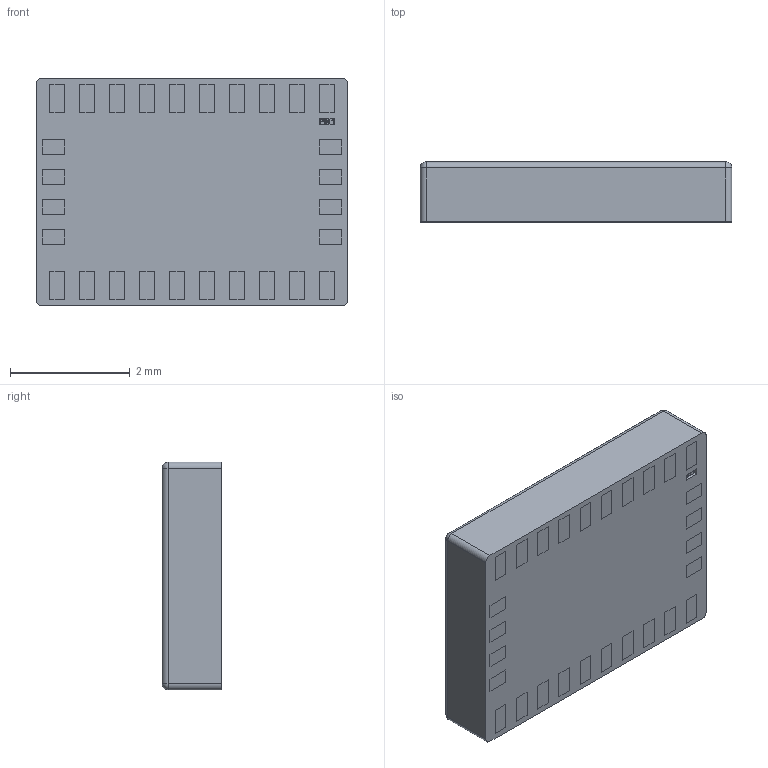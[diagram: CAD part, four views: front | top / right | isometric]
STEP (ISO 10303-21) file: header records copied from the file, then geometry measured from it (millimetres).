
FILE_DESCRIPTION(/* description */ (''),/* implementation_level */ '2;1');
FILE_NAME(/* name */ 'BNO055.step',/* time_stamp */ '2017-05-18T11:57:15+10:00',/* author */ (''),/* organization */ (''),/* preprocessor_version */ 'ST-DEVELOPER v16.13',/* originating_system */ 'Autodesk Translation Framework v6.1.1.50',/* authorisation */ '');
FILE_SCHEMA (('AUTOMOTIVE_DESIGN { 1 0 10303 214 3 1 1 }'));
Length unit declared in the file: millimetre
Products named in the file (2): BNO055 v3; Component3
Assembly tree (1 placements, depth 2):
  BNO055 v3
    Component3
Bounding box: 5.2 x 1 x 3.8 mm (x, y, z)
Volume: 19.7 mm3; surface area: 72.9 mm2
Topology: 29 solids, 29 shells, 380 faces, 849 edges, 562 vertices
Faces by surface type: plane 352, bspline 15, cylinder 9, sphere 4
Full cylindrical faces by diameter (mm): 0.3 x1
Entity records: 10490 total; most frequent: CARTESIAN_POINT 2048, ORIENTED_EDGE 1696, DIRECTION 1572, EDGE_CURVE 848, LINE 800, VECTOR 800, VERTEX_POINT 562, EDGE_LOOP 416
